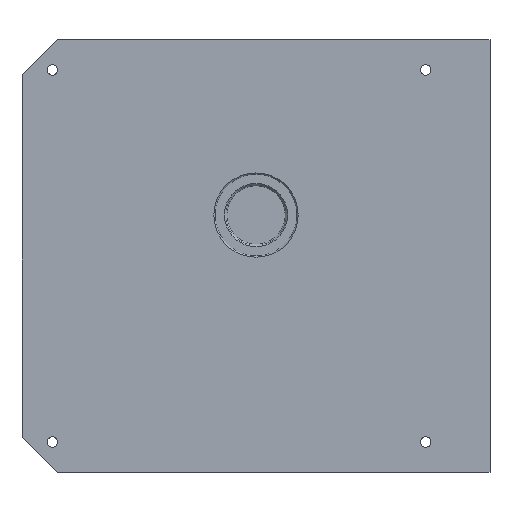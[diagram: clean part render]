
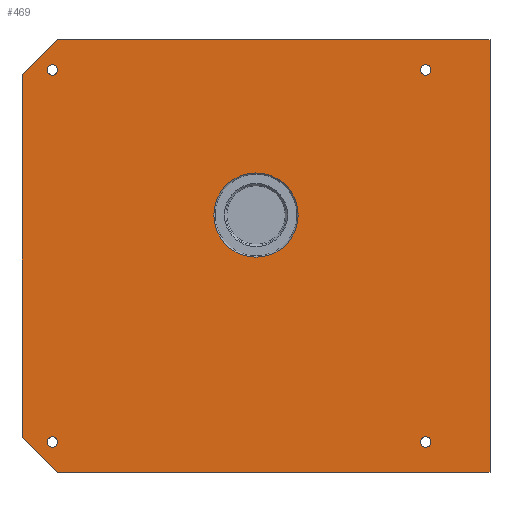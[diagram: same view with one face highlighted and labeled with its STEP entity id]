
A CAD part, top view. The second image highlights one B-rep face of the part: STEP entity #469.
In plain terms, the highlighted planar face has unit normal (0, 0, 1).
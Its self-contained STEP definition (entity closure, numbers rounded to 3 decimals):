
#16=FACE_BOUND('',#83,.T.);
#17=FACE_BOUND('',#84,.T.);
#18=FACE_BOUND('',#85,.T.);
#19=FACE_BOUND('',#86,.T.);
#20=FACE_BOUND('',#87,.T.);
#27=PLANE('',#506);
#53=FACE_OUTER_BOUND('',#82,.T.);
#82=EDGE_LOOP('',(#348,#349,#350,#351,#352,#353));
#83=EDGE_LOOP('',(#354));
#84=EDGE_LOOP('',(#355));
#85=EDGE_LOOP('',(#356));
#86=EDGE_LOOP('',(#357));
#87=EDGE_LOOP('',(#358));
#117=LINE('',#719,#159);
#118=LINE('',#721,#160);
#119=LINE('',#723,#161);
#120=LINE('',#725,#162);
#121=LINE('',#727,#163);
#122=LINE('',#728,#164);
#159=VECTOR('',#580,10.);
#160=VECTOR('',#581,10.);
#161=VECTOR('',#582,10.);
#162=VECTOR('',#583,10.);
#163=VECTOR('',#584,10.);
#164=VECTOR('',#585,10.);
#201=CIRCLE('',#503,18.);
#203=CIRCLE('',#507,2.25);
#204=CIRCLE('',#508,2.25);
#205=CIRCLE('',#509,2.25);
#206=CIRCLE('',#510,2.25);
#224=VERTEX_POINT('',#709);
#226=VERTEX_POINT('',#717);
#227=VERTEX_POINT('',#718);
#228=VERTEX_POINT('',#720);
#229=VERTEX_POINT('',#722);
#230=VERTEX_POINT('',#724);
#231=VERTEX_POINT('',#726);
#232=VERTEX_POINT('',#729);
#233=VERTEX_POINT('',#731);
#234=VERTEX_POINT('',#733);
#235=VERTEX_POINT('',#735);
#268=EDGE_CURVE('',#224,#224,#201,.T.);
#272=EDGE_CURVE('',#226,#227,#117,.T.);
#273=EDGE_CURVE('',#228,#226,#118,.T.);
#274=EDGE_CURVE('',#229,#228,#119,.T.);
#275=EDGE_CURVE('',#229,#230,#120,.T.);
#276=EDGE_CURVE('',#231,#230,#121,.T.);
#277=EDGE_CURVE('',#227,#231,#122,.T.);
#278=EDGE_CURVE('',#232,#232,#203,.T.);
#279=EDGE_CURVE('',#233,#233,#204,.T.);
#280=EDGE_CURVE('',#234,#234,#205,.T.);
#281=EDGE_CURVE('',#235,#235,#206,.T.);
#348=ORIENTED_EDGE('',*,*,#272,.F.);
#349=ORIENTED_EDGE('',*,*,#273,.F.);
#350=ORIENTED_EDGE('',*,*,#274,.F.);
#351=ORIENTED_EDGE('',*,*,#275,.T.);
#352=ORIENTED_EDGE('',*,*,#276,.F.);
#353=ORIENTED_EDGE('',*,*,#277,.F.);
#354=ORIENTED_EDGE('',*,*,#278,.T.);
#355=ORIENTED_EDGE('',*,*,#279,.T.);
#356=ORIENTED_EDGE('',*,*,#280,.T.);
#357=ORIENTED_EDGE('',*,*,#281,.T.);
#358=ORIENTED_EDGE('',*,*,#268,.F.);
#469=ADVANCED_FACE('',(#53,#16,#17,#18,#19,#20),#27,.F.);
#503=AXIS2_PLACEMENT_3D('',#710,#570,#571);
#506=AXIS2_PLACEMENT_3D('',#716,#578,#579);
#507=AXIS2_PLACEMENT_3D('',#730,#586,#587);
#508=AXIS2_PLACEMENT_3D('',#732,#588,#589);
#509=AXIS2_PLACEMENT_3D('',#734,#590,#591);
#510=AXIS2_PLACEMENT_3D('',#736,#592,#593);
#570=DIRECTION('center_axis',(0.,0.,1.));
#571=DIRECTION('ref_axis',(-1.,0.,0.));
#578=DIRECTION('center_axis',(0.,0.,-1.));
#579=DIRECTION('ref_axis',(-1.,0.,0.));
#580=DIRECTION('',(0.707,0.707,0.));
#581=DIRECTION('',(0.,1.,0.));
#582=DIRECTION('',(-0.707,0.707,0.));
#583=DIRECTION('',(1.,0.,0.));
#584=DIRECTION('',(0.,-1.,0.));
#585=DIRECTION('',(1.,0.,0.));
#586=DIRECTION('center_axis',(0.,0.,-1.));
#587=DIRECTION('ref_axis',(1.,0.,0.));
#588=DIRECTION('center_axis',(0.,0.,-1.));
#589=DIRECTION('ref_axis',(1.,0.,0.));
#590=DIRECTION('center_axis',(0.,0.,-1.));
#591=DIRECTION('ref_axis',(1.,0.,0.));
#592=DIRECTION('center_axis',(0.,0.,-1.));
#593=DIRECTION('ref_axis',(1.,0.,0.));
#709=CARTESIAN_POINT('',(113.,110.,0.));
#710=CARTESIAN_POINT('Origin',(95.,110.,0.));
#716=CARTESIAN_POINT('Origin',(95.,92.5,0.));
#717=CARTESIAN_POINT('',(-5.,170.,0.));
#718=CARTESIAN_POINT('',(10.,185.,0.));
#719=CARTESIAN_POINT('',(4.375,179.375,0.));
#720=CARTESIAN_POINT('',(-5.,15.,0.));
#721=CARTESIAN_POINT('',(-5.,0.,0.));
#722=CARTESIAN_POINT('',(10.,0.,0.));
#723=CARTESIAN_POINT('',(4.375,5.625,0.));
#724=CARTESIAN_POINT('',(195.,0.,0.));
#725=CARTESIAN_POINT('',(161.,0.,0.));
#726=CARTESIAN_POINT('',(195.,185.,0.));
#727=CARTESIAN_POINT('',(195.,185.,0.));
#728=CARTESIAN_POINT('',(-5.,185.,0.));
#729=CARTESIAN_POINT('',(5.75,172.,0.));
#730=CARTESIAN_POINT('Origin',(8.,172.,0.));
#731=CARTESIAN_POINT('',(5.75,13.,0.));
#732=CARTESIAN_POINT('Origin',(8.,13.,0.));
#733=CARTESIAN_POINT('',(165.25,13.,0.));
#734=CARTESIAN_POINT('Origin',(167.5,13.,0.));
#735=CARTESIAN_POINT('',(165.25,172.,0.));
#736=CARTESIAN_POINT('Origin',(167.5,172.,0.));
